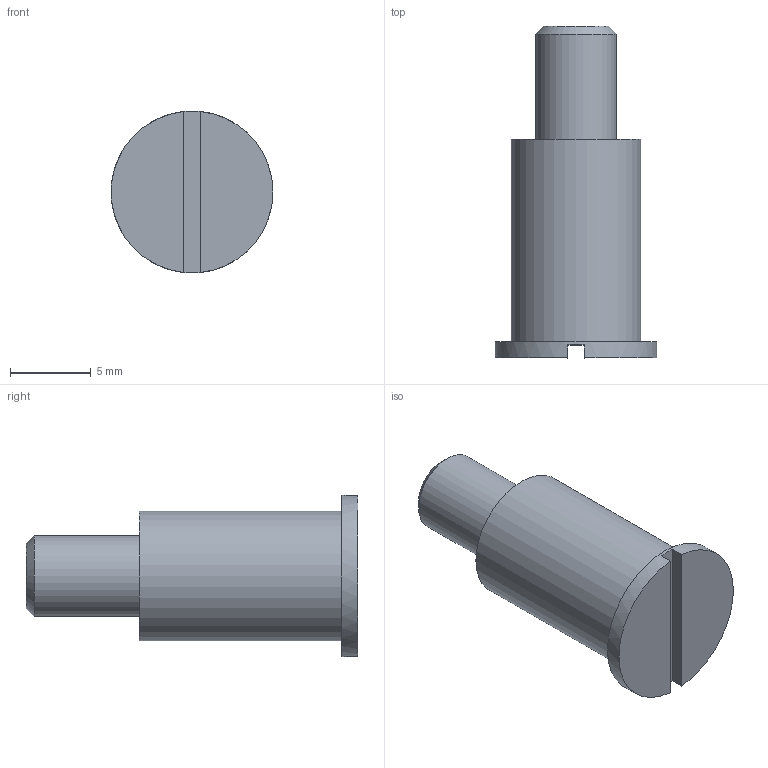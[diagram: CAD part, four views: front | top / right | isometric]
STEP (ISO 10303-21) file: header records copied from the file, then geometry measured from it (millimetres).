
FILE_DESCRIPTION(/* description */ ('PERNO MASCHIO D.8x13.5H'),/* implementation_level */ '2;1');
FILE_NAME(/* name */ 'XT90125.stp',/* time_stamp */ '2014-05-14T09:23:45+02:00',/* author */ ('ddelbianco'),/* organization */ (''),/* preprocessor_version */ 'ST-DEVELOPER v15.2',/* originating_system */ 'Autodesk Inventor 2014',/* authorisation */ '');
FILE_SCHEMA (('AUTOMOTIVE_DESIGN { 1 0 10303 214 3 1 1 }'));
Length unit declared in the file: millimetre
Products named in the file (1): XT90125
Bounding box: 10 x 20.5 x 10 mm (x, y, z)
Volume: 834.5 mm3; surface area: 622 mm2
Topology: 1 solids, 1 shells, 12 faces, 23 edges, 15 vertices
Faces by surface type: plane 8, cylinder 3, cone 1
Full cylindrical faces by diameter (mm): 5 x1, 8 x1, 10 x1
Entity records: 301 total; most frequent: DIRECTION 54, CARTESIAN_POINT 45, ORIENTED_EDGE 36, AXIS2_PLACEMENT_3D 23, EDGE_LOOP 18, EDGE_CURVE 18, VERTEX_POINT 14, ADVANCED_FACE 12
